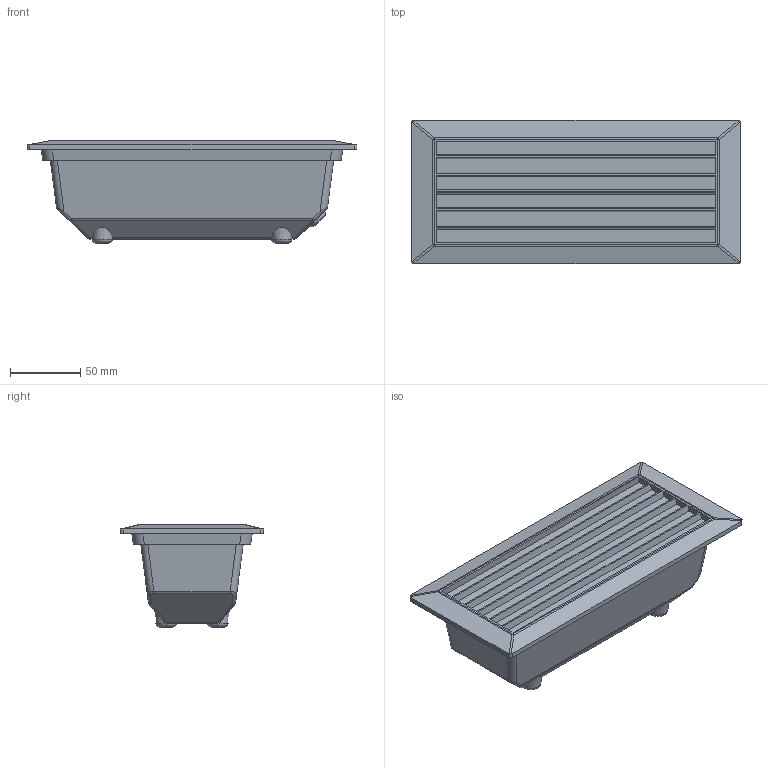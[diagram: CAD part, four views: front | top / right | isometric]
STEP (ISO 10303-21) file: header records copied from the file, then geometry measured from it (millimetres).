
FILE_DESCRIPTION (( 'STEP AP214' ), '1' );
FILE_NAME ('LNPP0-3101-1-060-K02 Ñâåòèëüíèê ÍÂÏ3101 ÷åðíûé_ïðÿìîóãîëüíèê ñ ðåøåòêîé 60Âò IP54 IEK.STEP', '2017-06-02T09:09:10', ( '' ), ( '' ), 'SwSTEP 2.0', 'SolidWorks 2014', '' );
FILE_SCHEMA (( 'AUTOMOTIVE_DESIGN' ));
Length unit declared in the file: millimetre
Products named in the file (1): LNPP0-3101-1-060-K02 Ñâåòèëüíèê ÍÂÏ3101 ÷åðíûé_ïðÿìîóãîëüíèê ñ ðåøåòêîé 60Âò IP54 IEK
Bounding box: 235 x 102 x 73 mm (x, y, z)
Volume: 886070.5 mm3; surface area: 87647.5 mm2
Topology: 1 solids, 1 shells, 144 faces, 338 edges, 208 vertices
Faces by surface type: plane 62, cylinder 46, sphere 12, torus 10, cone 8, bspline 6
Entity records: 4290 total; most frequent: CARTESIAN_POINT 1057, ORIENTED_EDGE 676, DIRECTION 656, EDGE_CURVE 338, AXIS2_PLACEMENT_3D 235, VERTEX_POINT 208, VECTOR 186, LINE 186
